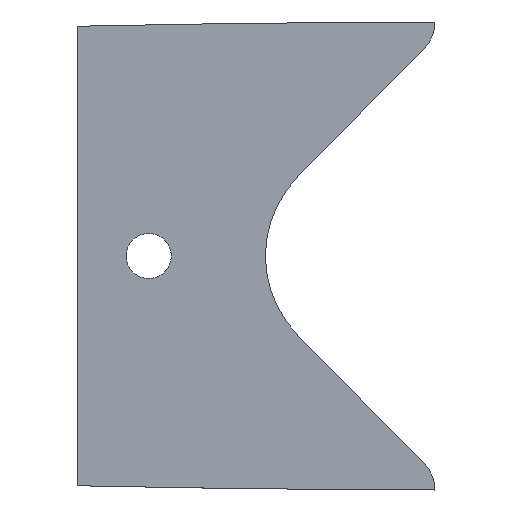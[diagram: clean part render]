
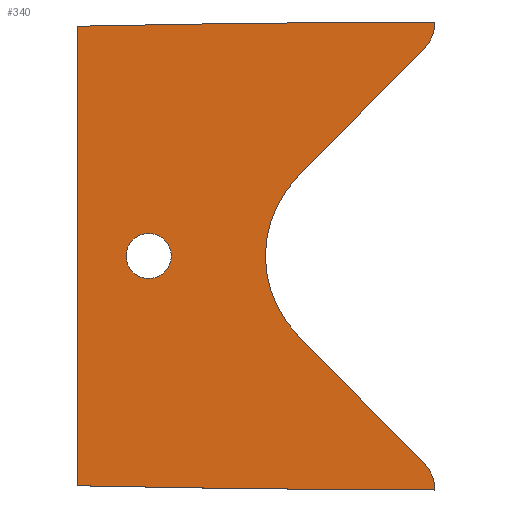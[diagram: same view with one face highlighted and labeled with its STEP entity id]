
A CAD part, top view. The second image highlights one B-rep face of the part: STEP entity #340.
In plain terms, the highlighted planar face has unit normal (0, 0, 1).
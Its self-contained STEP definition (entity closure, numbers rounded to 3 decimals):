
#42=CARTESIAN_POINT('Vertex',(19.,0.,3.)) ;
#56=CARTESIAN_POINT('Vertex',(31.,0.,3.)) ;
#59=CARTESIAN_POINT('Axis2P3D Location',(25.,0.,3.)) ;
#89=CARTESIAN_POINT('Vertex',(64.621,21.046,3.)) ;
#92=CARTESIAN_POINT('Axis2P3D Location',(86.,0.,3.)) ;
#96=CARTESIAN_POINT('Vertex',(56.,0.,3.)) ;
#99=CARTESIAN_POINT('Axis2P3D Location',(86.,0.,3.)) ;
#103=CARTESIAN_POINT('Vertex',(64.621,-21.046,3.)) ;
#143=CARTESIAN_POINT('Vertex',(98.126,55.083,3.)) ;
#146=CARTESIAN_POINT('Line Origine',(81.374,38.064,3.)) ;
#174=CARTESIAN_POINT('Vertex',(101.,62.122,3.)) ;
#177=CARTESIAN_POINT('Axis2P3D Location',(91.,62.098,3.)) ;
#205=CARTESIAN_POINT('Vertex',(6.,61.,3.)) ;
#208=CARTESIAN_POINT('Axis2P3D Location',(113.,-4977.864,3.)) ;
#236=CARTESIAN_POINT('Vertex',(6.,-61.,3.)) ;
#239=CARTESIAN_POINT('Line Origine',(6.,0.,3.)) ;
#296=CARTESIAN_POINT('Axis2P3D Location',(0.,0.,3.)) ;
#301=CARTESIAN_POINT('Axis2P3D Location',(113.,4977.864,3.)) ;
#305=CARTESIAN_POINT('Vertex',(101.,-62.122,3.)) ;
#308=CARTESIAN_POINT('Axis2P3D Location',(91.,-62.098,3.)) ;
#312=CARTESIAN_POINT('Vertex',(98.126,-55.083,3.)) ;
#315=CARTESIAN_POINT('Line Origine',(81.374,-38.064,3.)) ;
#331=CARTESIAN_POINT('Axis2P3D Location',(25.,0.,3.)) ;
#148=VECTOR('Line Direction',#147,1.) ;
#241=VECTOR('Line Direction',#240,1.) ;
#317=VECTOR('Line Direction',#316,1.) ;
#60=DIRECTION('Axis2P3D Direction',(0.,0.,1.)) ;
#93=DIRECTION('Axis2P3D Direction',(0.,0.,1.)) ;
#100=DIRECTION('Axis2P3D Direction',(0.,0.,1.)) ;
#147=DIRECTION('Vector Direction',(-0.702,-0.713,0.)) ;
#178=DIRECTION('Axis2P3D Direction',(0.,0.,1.)) ;
#209=DIRECTION('Axis2P3D Direction',(0.,0.,1.)) ;
#240=DIRECTION('Vector Direction',(0.,1.,0.)) ;
#297=DIRECTION('Axis2P3D Direction',(0.,0.,1.)) ;
#298=DIRECTION('Axis2P3D XDirection',(1.,0.,0.)) ;
#302=DIRECTION('Axis2P3D Direction',(0.,0.,1.)) ;
#309=DIRECTION('Axis2P3D Direction',(0.,0.,1.)) ;
#316=DIRECTION('Vector Direction',(-0.702,0.713,0.)) ;
#332=DIRECTION('Axis2P3D Direction',(0.,0.,1.)) ;
#61=AXIS2_PLACEMENT_3D('Circle Axis2P3D',#59,#60,$) ;
#94=AXIS2_PLACEMENT_3D('Circle Axis2P3D',#92,#93,$) ;
#101=AXIS2_PLACEMENT_3D('Circle Axis2P3D',#99,#100,$) ;
#179=AXIS2_PLACEMENT_3D('Circle Axis2P3D',#177,#178,$) ;
#210=AXIS2_PLACEMENT_3D('Circle Axis2P3D',#208,#209,$) ;
#299=AXIS2_PLACEMENT_3D('Plane Axis2P3D',#296,#297,#298) ;
#303=AXIS2_PLACEMENT_3D('Circle Axis2P3D',#301,#302,$) ;
#310=AXIS2_PLACEMENT_3D('Circle Axis2P3D',#308,#309,$) ;
#333=AXIS2_PLACEMENT_3D('Circle Axis2P3D',#331,#332,$) ;
#149=LINE('Line',#146,#148) ;
#242=LINE('Line',#239,#241) ;
#318=LINE('Line',#315,#317) ;
#62=CIRCLE('generated circle',#61,6.) ;
#95=CIRCLE('generated circle',#94,30.) ;
#102=CIRCLE('generated circle',#101,30.) ;
#180=CIRCLE('generated circle',#179,10.) ;
#211=CIRCLE('generated circle',#210,5040.) ;
#304=CIRCLE('generated circle',#303,5040.) ;
#311=CIRCLE('generated circle',#310,10.) ;
#334=CIRCLE('generated circle',#333,6.) ;
#300=PLANE('',#299) ;
#339=FACE_BOUND('',#336,.T.) ;
#63=EDGE_CURVE('',#43,#57,#62,.F.) ;
#98=EDGE_CURVE('',#97,#90,#95,.F.) ;
#105=EDGE_CURVE('',#97,#104,#102,.T.) ;
#150=EDGE_CURVE('',#90,#144,#149,.F.) ;
#181=EDGE_CURVE('',#144,#175,#180,.T.) ;
#212=EDGE_CURVE('',#175,#206,#211,.T.) ;
#243=EDGE_CURVE('',#237,#206,#242,.T.) ;
#307=EDGE_CURVE('',#306,#237,#304,.F.) ;
#314=EDGE_CURVE('',#313,#306,#311,.F.) ;
#319=EDGE_CURVE('',#104,#313,#318,.F.) ;
#335=EDGE_CURVE('',#43,#57,#334,.T.) ;
#321=ORIENTED_EDGE('',*,*,#105,.F.) ;
#322=ORIENTED_EDGE('',*,*,#98,.T.) ;
#323=ORIENTED_EDGE('',*,*,#150,.T.) ;
#324=ORIENTED_EDGE('',*,*,#181,.T.) ;
#325=ORIENTED_EDGE('',*,*,#212,.T.) ;
#326=ORIENTED_EDGE('',*,*,#243,.F.) ;
#327=ORIENTED_EDGE('',*,*,#307,.F.) ;
#328=ORIENTED_EDGE('',*,*,#314,.F.) ;
#329=ORIENTED_EDGE('',*,*,#319,.F.) ;
#337=ORIENTED_EDGE('',*,*,#63,.T.) ;
#338=ORIENTED_EDGE('',*,*,#335,.F.) ;
#320=EDGE_LOOP('',(#321,#322,#323,#324,#325,#326,#327,#328,#329)) ;
#336=EDGE_LOOP('',(#337,#338)) ;
#43=VERTEX_POINT('',#42) ;
#57=VERTEX_POINT('',#56) ;
#90=VERTEX_POINT('',#89) ;
#97=VERTEX_POINT('',#96) ;
#104=VERTEX_POINT('',#103) ;
#144=VERTEX_POINT('',#143) ;
#175=VERTEX_POINT('',#174) ;
#206=VERTEX_POINT('',#205) ;
#237=VERTEX_POINT('',#236) ;
#306=VERTEX_POINT('',#305) ;
#313=VERTEX_POINT('',#312) ;
#340=ADVANCED_FACE('PartBody',(#330,#339),#300,.T.) ;
#330=FACE_OUTER_BOUND('',#320,.T.) ;
